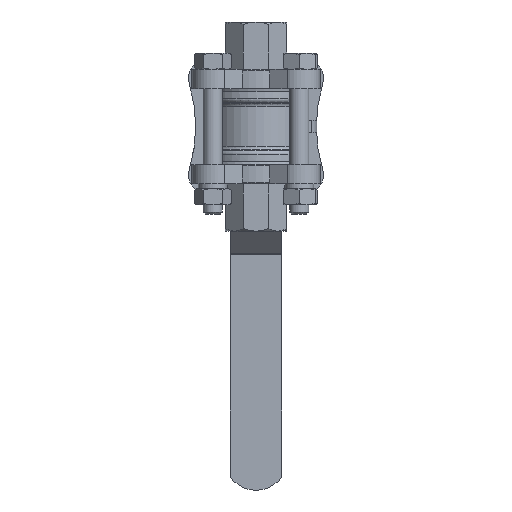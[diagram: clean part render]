
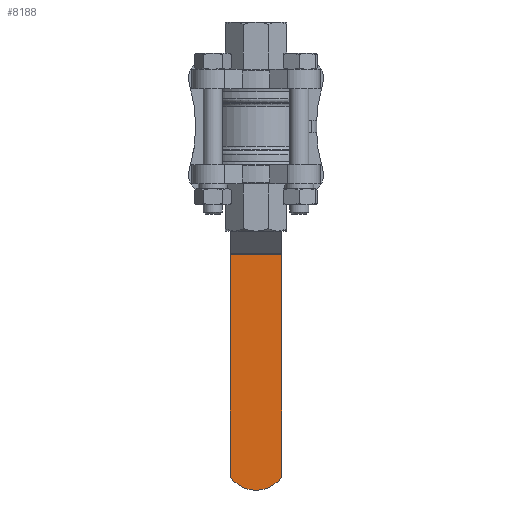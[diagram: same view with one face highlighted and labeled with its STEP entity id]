
A CAD part, front view. The second image highlights one B-rep face of the part: STEP entity #8188.
In plain terms, the highlighted planar face has unit normal (0, -1, 0).
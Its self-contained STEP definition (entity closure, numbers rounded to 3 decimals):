
#455=LINE('',#14789,#928);
#456=LINE('',#14792,#929);
#457=LINE('',#14796,#930);
#928=VECTOR('',#11164,1000.);
#929=VECTOR('',#11165,1000.);
#930=VECTOR('',#11168,1000.);
#1289=PLANE('',#9070);
#1793=CIRCLE('',#9071,10.);
#4006=ORIENTED_EDGE('',*,*,#5315,.T.);
#4007=ORIENTED_EDGE('',*,*,#5316,.T.);
#4008=ORIENTED_EDGE('',*,*,#5317,.T.);
#4009=ORIENTED_EDGE('',*,*,#5318,.T.);
#5315=EDGE_CURVE('',#6127,#6128,#455,.T.);
#5316=EDGE_CURVE('',#6128,#6129,#456,.T.);
#5317=EDGE_CURVE('',#6129,#6130,#1793,.F.);
#5318=EDGE_CURVE('',#6130,#6127,#457,.T.);
#6127=VERTEX_POINT('',#14790);
#6128=VERTEX_POINT('',#14791);
#6129=VERTEX_POINT('',#14793);
#6130=VERTEX_POINT('',#14795);
#7063=EDGE_LOOP('',(#4006,#4007,#4008,#4009));
#7654=FACE_BOUND('',#7063,.T.);
#8188=ADVANCED_FACE('',(#7654),#1289,.F.);
#9070=AXIS2_PLACEMENT_3D('',#14788,#11162,#11163);
#9071=AXIS2_PLACEMENT_3D('',#14794,#11166,#11167);
#11162=DIRECTION('',(0.,1.,0.));
#11163=DIRECTION('',(0.,0.,1.));
#11164=DIRECTION('',(-1.,0.,0.));
#11165=DIRECTION('',(0.,0.,-1.));
#11166=DIRECTION('',(0.,1.,0.));
#11167=DIRECTION('',(0.,0.,1.));
#11168=DIRECTION('',(0.,0.,1.));
#14788=CARTESIAN_POINT('',(9.5,21.5,-39.536));
#14789=CARTESIAN_POINT('',(9.5,21.5,-39.743));
#14790=CARTESIAN_POINT('',(8.,21.5,-39.743));
#14791=CARTESIAN_POINT('',(-8.,21.5,-39.743));
#14792=CARTESIAN_POINT('',(-8.,21.5,-39.536));
#14793=CARTESIAN_POINT('',(-8.,21.5,-109.));
#14794=CARTESIAN_POINT('',(0.,21.5,-103.));
#14795=CARTESIAN_POINT('',(8.,21.5,-109.));
#14796=CARTESIAN_POINT('',(8.,21.5,-39.536));
